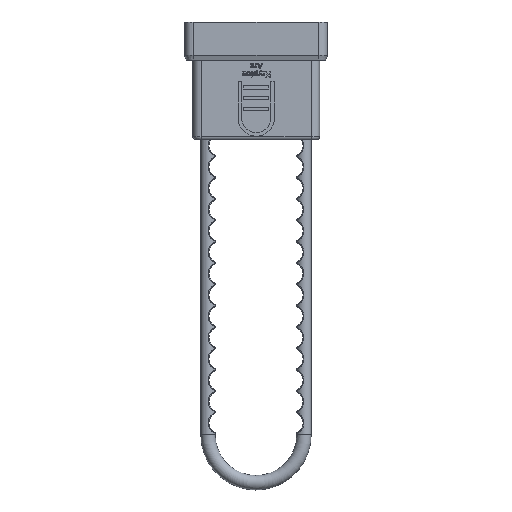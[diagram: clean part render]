
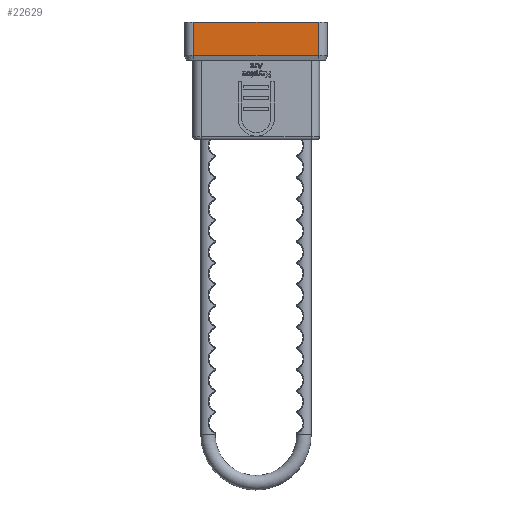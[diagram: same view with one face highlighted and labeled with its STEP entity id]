
A CAD part, front view. The second image highlights one B-rep face of the part: STEP entity #22629.
In plain terms, the highlighted planar face has unit normal (0, -1, 0).
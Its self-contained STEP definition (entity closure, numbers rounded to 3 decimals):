
#1778=LINE('',#33538,#3722);
#1888=LINE('',#34224,#3832);
#1908=LINE('',#34278,#3852);
#1909=LINE('',#34280,#3853);
#3722=VECTOR('',#27938,10.);
#3832=VECTOR('',#28098,10.);
#3852=VECTOR('',#28162,10.);
#3853=VECTOR('',#28165,10.);
#6033=FACE_OUTER_BOUND('',#7358,.T.);
#7358=EDGE_LOOP('',(#17456,#17457,#17458,#17459));
#9829=VERTEX_POINT('',#33535);
#9830=VERTEX_POINT('',#33537);
#10018=VERTEX_POINT('',#34217);
#10021=VERTEX_POINT('',#34222);
#12518=EDGE_CURVE('',#9829,#9830,#1778,.T.);
#12720=EDGE_CURVE('',#10021,#10018,#1888,.T.);
#12748=EDGE_CURVE('',#10018,#9829,#1908,.T.);
#12749=EDGE_CURVE('',#9830,#10021,#1909,.T.);
#17456=ORIENTED_EDGE('',*,*,#12720,.F.);
#17457=ORIENTED_EDGE('',*,*,#12749,.F.);
#17458=ORIENTED_EDGE('',*,*,#12518,.F.);
#17459=ORIENTED_EDGE('',*,*,#12748,.F.);
#21760=PLANE('',#24583);
#22629=ADVANCED_FACE('',(#6033),#21760,.T.);
#24583=AXIS2_PLACEMENT_3D('',#34279,#28163,#28164);
#27938=DIRECTION('',(1.,0.,0.));
#28098=DIRECTION('',(-1.,0.,0.));
#28162=DIRECTION('',(0.,0.,1.));
#28163=DIRECTION('center_axis',(0.,-1.,0.));
#28164=DIRECTION('ref_axis',(-1.,0.,0.));
#28165=DIRECTION('',(0.,0.,-1.));
#33535=CARTESIAN_POINT('',(-24.2,-17.757,28.043));
#33537=CARTESIAN_POINT('',(44.8,-17.757,28.043));
#33538=CARTESIAN_POINT('',(-26.2,-17.757,28.043));
#34217=CARTESIAN_POINT('',(-24.2,-17.757,9.543));
#34222=CARTESIAN_POINT('',(44.8,-17.757,9.543));
#34224=CARTESIAN_POINT('',(28.55,-17.757,9.543));
#34278=CARTESIAN_POINT('',(-24.2,-17.757,28.043));
#34279=CARTESIAN_POINT('Origin',(46.8,-17.757,28.043));
#34280=CARTESIAN_POINT('',(44.8,-17.757,7.043));
